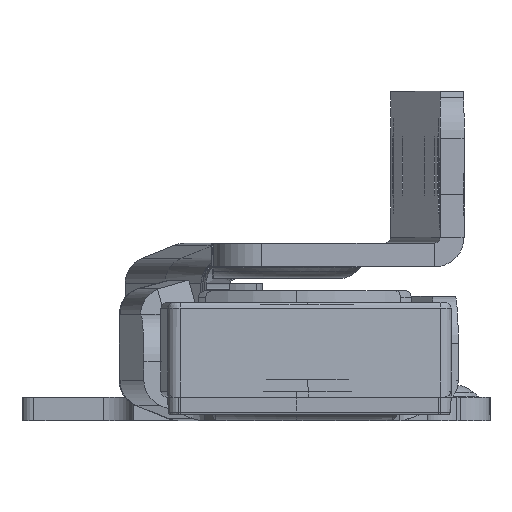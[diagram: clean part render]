
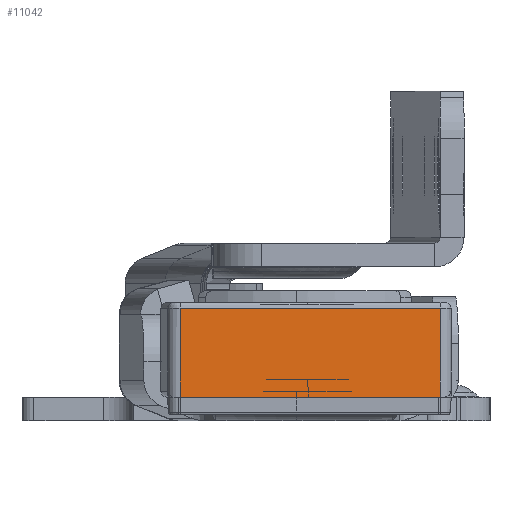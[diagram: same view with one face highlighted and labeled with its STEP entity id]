
A CAD part, left-side view. The second image highlights one B-rep face of the part: STEP entity #11042.
In plain terms, the highlighted face is planar.
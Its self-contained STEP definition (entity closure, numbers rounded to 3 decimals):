
#146 = VERTEX_POINT ( 'NONE', #8700 ) ;
#460 = ORIENTED_EDGE ( 'NONE', *, *, #2163, .T. ) ;
#680 = VECTOR ( 'NONE', #3019, 1000. ) ;
#703 = DIRECTION ( 'NONE',  ( 0., 0., -1. ) ) ;
#750 = CARTESIAN_POINT ( 'NONE',  ( 10., 11., 8. ) ) ;
#2163 = EDGE_CURVE ( 'NONE', #6445, #7739, #10826, .T. ) ;
#2531 = DIRECTION ( 'NONE',  ( 0., -1., 0. ) ) ;
#3005 = PLANE ( 'NONE',  #15151 ) ;
#3019 = DIRECTION ( 'NONE',  ( 0., 0., -1. ) ) ;
#3972 = ORIENTED_EDGE ( 'NONE', *, *, #4696, .F. ) ;
#4159 = CARTESIAN_POINT ( 'NONE',  ( 10., 11., 8. ) ) ;
#4614 = CARTESIAN_POINT ( 'NONE',  ( 10., -11., 0.5 ) ) ;
#4696 = EDGE_CURVE ( 'NONE', #6961, #146, #8373, .T. ) ;
#5754 = ORIENTED_EDGE ( 'NONE', *, *, #11159, .T. ) ;
#6238 = CARTESIAN_POINT ( 'NONE',  ( 10., 11., 8. ) ) ;
#6445 = VERTEX_POINT ( 'NONE', #12201 ) ;
#6610 = DIRECTION ( 'NONE',  ( 1., 0., 0. ) ) ;
#6961 = VERTEX_POINT ( 'NONE', #750 ) ;
#7549 = DIRECTION ( 'NONE',  ( 0., 0., -1. ) ) ;
#7739 = VERTEX_POINT ( 'NONE', #4614 ) ;
#8179 = VECTOR ( 'NONE', #7549, 1000. ) ;
#8373 = LINE ( 'NONE', #13069, #8179 ) ;
#8503 = LINE ( 'NONE', #6238, #11109 ) ;
#8700 = CARTESIAN_POINT ( 'NONE',  ( 10., 11., 0.5 ) ) ;
#9038 = FACE_OUTER_BOUND ( 'NONE', #10343, .T. ) ;
#10035 = VECTOR ( 'NONE', #12950, 1000. ) ;
#10341 = LINE ( 'NONE', #15089, #10035 ) ;
#10343 = EDGE_LOOP ( 'NONE', ( #460, #5754, #3972, #12200 ) ) ;
#10826 = LINE ( 'NONE', #11148, #680 ) ;
#11042 = ADVANCED_FACE ( 'NONE', ( #9038 ), #3005, .T. ) ;
#11109 = VECTOR ( 'NONE', #2531, 1000. ) ;
#11125 = EDGE_CURVE ( 'NONE', #6961, #6445, #8503, .T. ) ;
#11148 = CARTESIAN_POINT ( 'NONE',  ( 10., -11., 8. ) ) ;
#11159 = EDGE_CURVE ( 'NONE', #7739, #146, #10341, .T. ) ;
#12200 = ORIENTED_EDGE ( 'NONE', *, *, #11125, .T. ) ;
#12201 = CARTESIAN_POINT ( 'NONE',  ( 10., -11., 8. ) ) ;
#12950 = DIRECTION ( 'NONE',  ( 0., 1., 0. ) ) ;
#13069 = CARTESIAN_POINT ( 'NONE',  ( 10., 11., 8. ) ) ;
#15089 = CARTESIAN_POINT ( 'NONE',  ( 10., 11., 0.5 ) ) ;
#15151 = AXIS2_PLACEMENT_3D ( 'NONE', #4159, #6610, #703 ) ;
